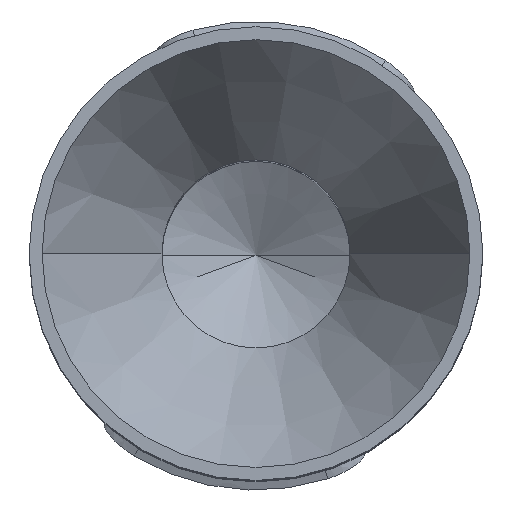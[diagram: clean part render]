
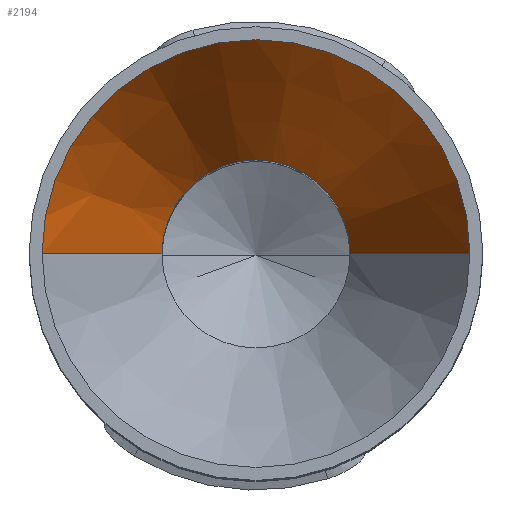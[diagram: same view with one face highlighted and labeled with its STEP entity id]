
A CAD part, top view. The second image highlights one B-rep face of the part: STEP entity #2194.
In plain terms, the highlighted conical face has half-angle 29.22 degrees and reference radius 1.188 mm.
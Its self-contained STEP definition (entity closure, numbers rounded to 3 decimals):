
#1=CARTESIAN_POINT('',(0.,0.,9.473));
#2=DIRECTION('',(0.,0.,-1.));
#3=DIRECTION('',(-1.,0.,0.));
#4=AXIS2_PLACEMENT_3D('',#1,#2,#3);
#6=DIRECTION('',(0.488,0.,-0.873));
#7=VECTOR('',#6,1.895);
#8=CARTESIAN_POINT('',(-1.65,0.,9.473));
#9=LINE('',#8,#7);
#10=DIRECTION('',(-0.488,0.,-0.873));
#11=VECTOR('',#10,1.895);
#12=CARTESIAN_POINT('',(1.65,0.,9.473));
#13=LINE('',#12,#11);
#37=CARTESIAN_POINT('',(0.,0.,7.819));
#38=DIRECTION('',(0.,0.,-1.));
#39=DIRECTION('',(-1.,0.,0.));
#40=AXIS2_PLACEMENT_3D('',#37,#38,#39);
#1903=CARTESIAN_POINT('',(-1.65,0.,9.473));
#1904=CARTESIAN_POINT('',(1.65,0.,9.473));
#1905=VERTEX_POINT('',#1903);
#1906=VERTEX_POINT('',#1904);
#2171=CARTESIAN_POINT('',(-0.725,0.,7.819));
#2172=VERTEX_POINT('',#2171);
#2173=CARTESIAN_POINT('',(0.725,0.,7.819));
#2174=VERTEX_POINT('',#2173);
#2179=CARTESIAN_POINT('',(0.,0.,8.646));
#2180=DIRECTION('',(0.,0.,1.));
#2181=DIRECTION('',(-1.,0.,0.));
#2182=AXIS2_PLACEMENT_3D('',#2179,#2180,#2181);
#2183=CONICAL_SURFACE('',#2182,1.187,29.22);
#2185=ORIENTED_EDGE('',*,*,#2184,.F.);
#2187=ORIENTED_EDGE('',*,*,#2186,.T.);
#2189=ORIENTED_EDGE('',*,*,#2188,.T.);
#2191=ORIENTED_EDGE('',*,*,#2190,.F.);
#2192=EDGE_LOOP('',(#2185,#2187,#2189,#2191));
#2193=FACE_OUTER_BOUND('',#2192,.F.);
#2194=ADVANCED_FACE('',(#2193),#2183,.F.);
#5=CIRCLE('',#4,1.65);
#41=CIRCLE('',#40,0.725);
#2184=EDGE_CURVE('',#1905,#2172,#9,.T.);
#2186=EDGE_CURVE('',#1905,#1906,#5,.T.);
#2188=EDGE_CURVE('',#1906,#2174,#13,.T.);
#2190=EDGE_CURVE('',#2172,#2174,#41,.T.);
